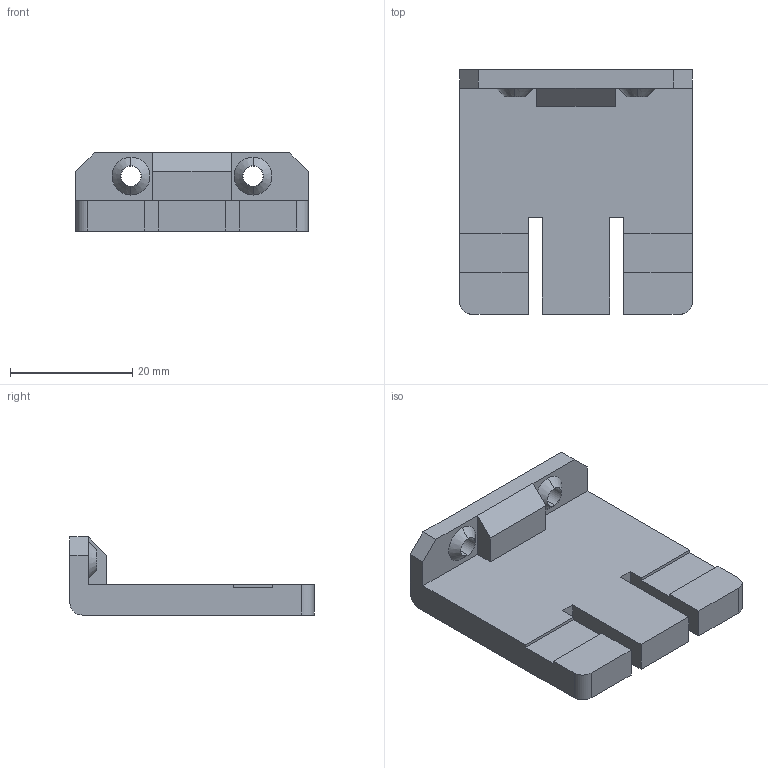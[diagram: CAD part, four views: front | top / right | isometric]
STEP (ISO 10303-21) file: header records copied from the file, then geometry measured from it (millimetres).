
FILE_DESCRIPTION (( 'STEP AP214' ), '1' );
FILE_NAME ('1123.STEP', '2023-02-06T07:47:01', ( 'Windows User' ), ( 'P R C' ), 'SwSTEP 2.0', 'SolidWorks 2022', '' );
FILE_SCHEMA (( 'AUTOMOTIVE_DESIGN' ));
Length unit declared in the file: millimetre
Products named in the file (1): 1123
Bounding box: 38.07 x 40 x 12.79 mm (x, y, z)
Volume: 8217.4 mm3; surface area: 4661.1 mm2
Topology: 1 solids, 1 shells, 44 faces, 118 edges, 78 vertices
Faces by surface type: plane 33, cylinder 7, cone 4
Entity records: 1410 total; most frequent: CARTESIAN_POINT 241, ORIENTED_EDGE 236, DIRECTION 230, EDGE_CURVE 118, LINE 96, VECTOR 96, VERTEX_POINT 78, AXIS2_PLACEMENT_3D 67
